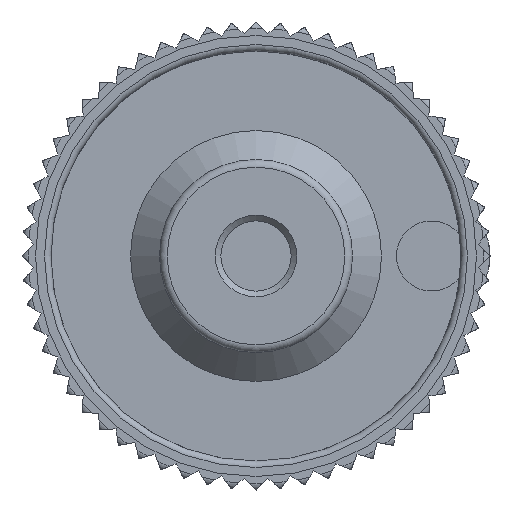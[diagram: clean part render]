
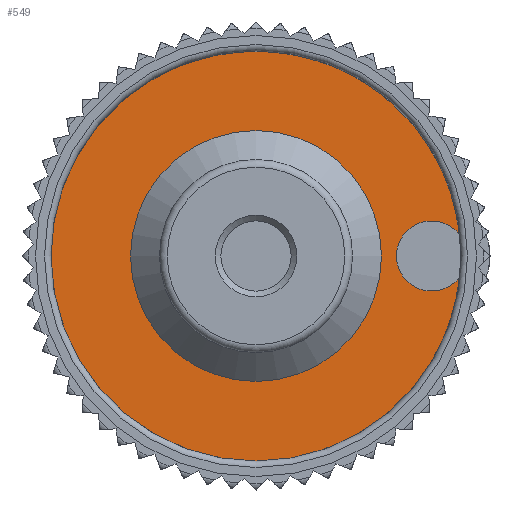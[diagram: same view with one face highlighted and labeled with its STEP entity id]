
A CAD part, front view. The second image highlights one B-rep face of the part: STEP entity #549.
In plain terms, the highlighted planar face has unit normal (0, -1, 0).
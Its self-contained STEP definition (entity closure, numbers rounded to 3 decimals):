
#549 = ADVANCED_FACE( '', ( #1257, #1258 ), #1259, .F. );
#1257 = FACE_BOUND( '', #2128, .T. );
#1258 = FACE_OUTER_BOUND( '', #2129, .T. );
#1259 = PLANE( '', #2130 );
#2128 = EDGE_LOOP( '', ( #3621 ) );
#2129 = EDGE_LOOP( '', ( #3622, #3623 ) );
#2130 = AXIS2_PLACEMENT_3D( '', #3624, #3625, #3626 );
#3621 = ORIENTED_EDGE( '', *, *, #5836, .F. );
#3622 = ORIENTED_EDGE( '', *, *, #5837, .T. );
#3623 = ORIENTED_EDGE( '', *, *, #5838, .F. );
#3624 = CARTESIAN_POINT( '', ( 17.525, 27.91, 0. ) );
#3625 = DIRECTION( '', ( 0., 1., 0. ) );
#3626 = DIRECTION( '', ( 0., 0., 1. ) );
#5836 = EDGE_CURVE( '', #7259, #7259, #7260, .T. );
#5837 = EDGE_CURVE( '', #7261, #7262, #7263, .T. );
#5838 = EDGE_CURVE( '', #7261, #7262, #7264, .F. );
#7259 = VERTEX_POINT( '', #10370 );
#7260 = CIRCLE( '', #10371, 10.725 );
#7261 = VERTEX_POINT( '', #10372 );
#7262 = VERTEX_POINT( '', #10373 );
#7263 = CIRCLE( '', #10374, 17.525 );
#7264 = CIRCLE( '', #10375, 3. );
#10370 = CARTESIAN_POINT( '', ( 0., 27.91, -10.725 ) );
#10371 = AXIS2_PLACEMENT_3D( '', #12347, #12348, #12349 );
#10372 = CARTESIAN_POINT( '', ( 17.438, 27.91, 1.749 ) );
#10373 = CARTESIAN_POINT( '', ( 17.438, 27.91, -1.749 ) );
#10374 = AXIS2_PLACEMENT_3D( '', #12350, #12351, #12352 );
#10375 = AXIS2_PLACEMENT_3D( '', #12353, #12354, #12355 );
#12347 = CARTESIAN_POINT( '', ( 0., 27.91, 0. ) );
#12348 = DIRECTION( '', ( 0., -1., 0. ) );
#12349 = DIRECTION( '', ( 0., 0., -1. ) );
#12350 = CARTESIAN_POINT( '', ( 0., 27.91, 0. ) );
#12351 = DIRECTION( '', ( 0., -1., 0. ) );
#12352 = DIRECTION( '', ( 0., 0., -1. ) );
#12353 = CARTESIAN_POINT( '', ( 15., 27.91, 0. ) );
#12354 = DIRECTION( '', ( 0., 1., 0. ) );
#12355 = DIRECTION( '', ( 0., 0., 1. ) );
